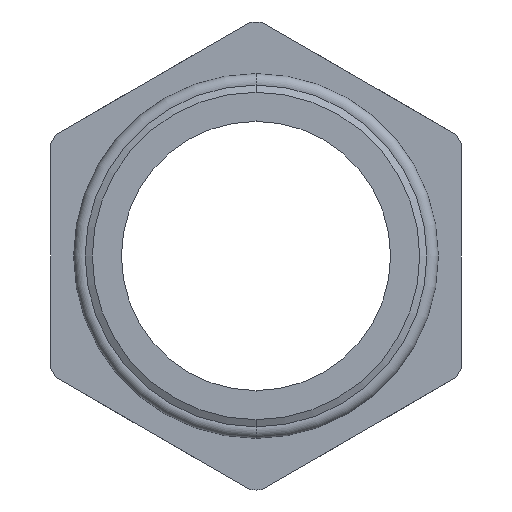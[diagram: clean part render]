
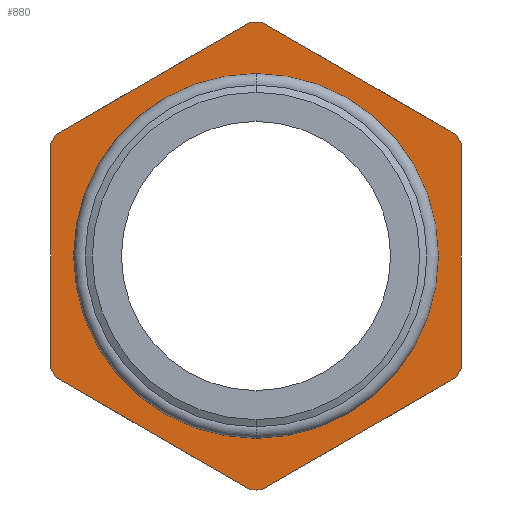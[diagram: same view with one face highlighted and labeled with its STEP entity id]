
A CAD part, front view. The second image highlights one B-rep face of the part: STEP entity #880.
In plain terms, the highlighted planar face has unit normal (0, -1, 0).
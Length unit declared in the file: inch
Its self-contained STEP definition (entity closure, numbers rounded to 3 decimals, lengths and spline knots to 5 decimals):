
#801 = EDGE_LOOP ( 'NONE', ( #802, #803 ) ) ;
#802 = ORIENTED_EDGE ( 'NONE', *, *, #8539, .F. ) ;
#803 = ORIENTED_EDGE ( 'NONE', *, *, #812, .F. ) ;
#804 = EDGE_LOOP ( 'NONE', ( #805, #806, #807, #808, #809, #810, #868, #869, #870, #871, #872, #873, #874 ) ) ;
#805 = ORIENTED_EDGE ( 'NONE', *, *, #8621, .T. ) ;
#806 = ORIENTED_EDGE ( 'NONE', *, *, #3652, .T. ) ;
#807 = ORIENTED_EDGE ( 'NONE', *, *, #8645, .T. ) ;
#808 = ORIENTED_EDGE ( 'NONE', *, *, #8821, .T. ) ;
#809 = ORIENTED_EDGE ( 'NONE', *, *, #8769, .T. ) ;
#810 = ORIENTED_EDGE ( 'NONE', *, *, #8849, .T. ) ;
#812 = EDGE_CURVE ( 'NONE', #8532, #8537, #3450, .T. ) ;
#868 = ORIENTED_EDGE ( 'NONE', *, *, #8741, .T. ) ;
#869 = ORIENTED_EDGE ( 'NONE', *, *, #8828, .T. ) ;
#870 = ORIENTED_EDGE ( 'NONE', *, *, #8704, .T. ) ;
#871 = ORIENTED_EDGE ( 'NONE', *, *, #8442, .T. ) ;
#872 = ORIENTED_EDGE ( 'NONE', *, *, #9360, .T. ) ;
#873 = ORIENTED_EDGE ( 'NONE', *, *, #8652, .T. ) ;
#874 = ORIENTED_EDGE ( 'NONE', *, *, #7913, .T. ) ;
#880 = ADVANCED_FACE ( 'NONE', ( #3535, #3534 ), #3533, .T. ) ;
#3446 = DIRECTION ( 'NONE',  ( 0., 0., -1. ) ) ;
#3447 = DIRECTION ( 'NONE',  ( 0., -1., 0. ) ) ;
#3448 = CARTESIAN_POINT ( 'NONE',  ( 0., 0.14755, 0. ) ) ;
#3449 = AXIS2_PLACEMENT_3D ( 'NONE', #3448, #3447, #3446 ) ;
#3450 = CIRCLE ( 'NONE', #3449, 0.315 ) ;
#3528 = DIRECTION ( 'NONE',  ( 0., 0., -1. ) ) ;
#3529 = DIRECTION ( 'NONE',  ( 0., -1., 0. ) ) ;
#3530 = AXIS2_PLACEMENT_3D ( 'NONE', #3532, #3529, #3528 ) ;
#3532 = CARTESIAN_POINT ( 'NONE',  ( 0.315, 0.14755, 0. ) ) ;
#3533 = PLANE ( 'NONE',  #3530 ) ;
#3534 = FACE_OUTER_BOUND ( 'NONE', #804, .T. ) ;
#3535 = FACE_BOUND ( 'NONE', #801, .T. ) ;
#3652 = EDGE_CURVE ( 'NONE', #8588, #8657, #4882, .T. ) ;
#4879 = DIRECTION ( 'NONE',  ( 0., 0., 1. ) ) ;
#4880 = VECTOR ( 'NONE', #4879, 39.37008 ) ;
#4881 = CARTESIAN_POINT ( 'NONE',  ( 0.395, 0.14755, 0. ) ) ;
#4882 = LINE ( 'NONE', #4881, #4880 ) ;
#4995 = DIRECTION ( 'NONE',  ( 0.866, 0., 0.5 ) ) ;
#4996 = VECTOR ( 'NONE', #4995, 39.37008 ) ;
#4997 = CARTESIAN_POINT ( 'NONE',  ( 0.43375, 0.14755, -0.20568 ) ) ;
#4998 = LINE ( 'NONE', #4997, #4996 ) ;
#5063 = DIRECTION ( 'NONE',  ( 0.866, 0., -0.5 ) ) ;
#5064 = VECTOR ( 'NONE', #5063, 39.37008 ) ;
#5065 = CARTESIAN_POINT ( 'NONE',  ( 0.03875, 0.14755, -0.47848 ) ) ;
#5066 = LINE ( 'NONE', #5065, #5064 ) ;
#5204 = CARTESIAN_POINT ( 'NONE',  ( 0., 0.14755, 0.315 ) ) ;
#5250 = DIRECTION ( 'NONE',  ( 0., 0., -1. ) ) ;
#5251 = DIRECTION ( 'NONE',  ( 0., -1., 0. ) ) ;
#5252 = CARTESIAN_POINT ( 'NONE',  ( 0., 0.14755, 0. ) ) ;
#5253 = AXIS2_PLACEMENT_3D ( 'NONE', #5252, #5251, #5250 ) ;
#5254 = CIRCLE ( 'NONE', #5253, 0.315 ) ;
#5255 = CARTESIAN_POINT ( 'NONE',  ( 0., 0.14755, -0.315 ) ) ;
#5295 = CARTESIAN_POINT ( 'NONE',  ( 0.38474, 0.14755, -0.23398 ) ) ;
#5302 = CARTESIAN_POINT ( 'NONE',  ( 0.395, 0.14755, -0.21621 ) ) ;
#5325 = CARTESIAN_POINT ( 'NONE',  ( -0.38474, 0.14755, 0.23398 ) ) ;
#5328 = CARTESIAN_POINT ( 'NONE',  ( 0.01026, 0.14755, -0.45018 ) ) ;
#5361 = DIRECTION ( 'NONE',  ( 0., 0., -1. ) ) ;
#5362 = DIRECTION ( 'NONE',  ( 0., -1., 0. ) ) ;
#5363 = CARTESIAN_POINT ( 'NONE',  ( 0., 0.14755, 0. ) ) ;
#5364 = AXIS2_PLACEMENT_3D ( 'NONE', #5363, #5362, #5361 ) ;
#5365 = CIRCLE ( 'NONE', #5364, 0.4503 ) ;
#5419 = CARTESIAN_POINT ( 'NONE',  ( -0.395, 0.14755, -0.21621 ) ) ;
#5420 = DIRECTION ( 'NONE',  ( 0., 0., -1. ) ) ;
#5421 = DIRECTION ( 'NONE',  ( 0., -1., 0. ) ) ;
#5422 = CARTESIAN_POINT ( 'NONE',  ( 0., 0.14755, 0. ) ) ;
#5423 = AXIS2_PLACEMENT_3D ( 'NONE', #5422, #5421, #5420 ) ;
#5424 = CIRCLE ( 'NONE', #5423, 0.4503 ) ;
#5458 = CARTESIAN_POINT ( 'NONE',  ( 0.395, 0.14755, 0.21621 ) ) ;
#5465 = DIRECTION ( 'NONE',  ( 0., 0., -1. ) ) ;
#5466 = DIRECTION ( 'NONE',  ( 0., -1., 0. ) ) ;
#5467 = CARTESIAN_POINT ( 'NONE',  ( 0., 0.14755, 0. ) ) ;
#5468 = AXIS2_PLACEMENT_3D ( 'NONE', #5467, #5466, #5465 ) ;
#5469 = CIRCLE ( 'NONE', #5468, 0.4503 ) ;
#5496 = CARTESIAN_POINT ( 'NONE',  ( -0.38474, 0.14755, -0.23398 ) ) ;
#5513 = DIRECTION ( 'NONE',  ( 0., 0., -1. ) ) ;
#5514 = DIRECTION ( 'NONE',  ( 0., -1., 0. ) ) ;
#5515 = CARTESIAN_POINT ( 'NONE',  ( 0., 0.14755, 0. ) ) ;
#5516 = AXIS2_PLACEMENT_3D ( 'NONE', #5515, #5514, #5513 ) ;
#5517 = CIRCLE ( 'NONE', #5516, 0.4503 ) ;
#5568 = CARTESIAN_POINT ( 'NONE',  ( -0.395, 0.14755, 0.21621 ) ) ;
#5569 = DIRECTION ( 'NONE',  ( 0., 0., -1. ) ) ;
#5570 = DIRECTION ( 'NONE',  ( 0., -1., 0. ) ) ;
#5571 = CARTESIAN_POINT ( 'NONE',  ( 0., 0.14755, 0. ) ) ;
#5572 = AXIS2_PLACEMENT_3D ( 'NONE', #5571, #5570, #5569 ) ;
#5573 = CIRCLE ( 'NONE', #5572, 0.4503 ) ;
#5593 = CARTESIAN_POINT ( 'NONE',  ( 0.01026, 0.14755, 0.45018 ) ) ;
#5682 = DIRECTION ( 'NONE',  ( 0., 0., -1. ) ) ;
#5683 = DIRECTION ( 'NONE',  ( 0., -1., 0. ) ) ;
#5684 = CARTESIAN_POINT ( 'NONE',  ( 0., 0.14755, 0. ) ) ;
#5685 = AXIS2_PLACEMENT_3D ( 'NONE', #5684, #5683, #5682 ) ;
#5689 = CIRCLE ( 'NONE', #5685, 0.4503 ) ;
#5718 = CARTESIAN_POINT ( 'NONE',  ( -0.01026, 0.14755, 0.45018 ) ) ;
#5790 = DIRECTION ( 'NONE',  ( 0., 0., -1. ) ) ;
#5791 = VECTOR ( 'NONE', #5790, 39.37008 ) ;
#5792 = CARTESIAN_POINT ( 'NONE',  ( -0.395, 0.14755, 0. ) ) ;
#5793 = LINE ( 'NONE', #5792, #5791 ) ;
#5804 = DIRECTION ( 'NONE',  ( -0.866, 0., 0.5 ) ) ;
#5805 = VECTOR ( 'NONE', #5804, 39.37008 ) ;
#5806 = CARTESIAN_POINT ( 'NONE',  ( 0.43375, 0.14755, 0.20568 ) ) ;
#5807 = LINE ( 'NONE', #5806, #5805 ) ;
#5863 = DIRECTION ( 'NONE',  ( -0.866, 0., -0.5 ) ) ;
#5864 = VECTOR ( 'NONE', #5863, 39.37008 ) ;
#5865 = CARTESIAN_POINT ( 'NONE',  ( 0.03875, 0.14755, 0.47848 ) ) ;
#5866 = LINE ( 'NONE', #5865, #5864 ) ;
#6841 = CARTESIAN_POINT ( 'NONE',  ( 0., 0.14755, -0.4503 ) ) ;
#6843 = CARTESIAN_POINT ( 'NONE',  ( -0.01026, 0.14755, -0.45018 ) ) ;
#6844 = DIRECTION ( 'NONE',  ( 0., 0., -1. ) ) ;
#6845 = DIRECTION ( 'NONE',  ( 0., -1., 0. ) ) ;
#6846 = CARTESIAN_POINT ( 'NONE',  ( 0., 0.14755, 0. ) ) ;
#6847 = AXIS2_PLACEMENT_3D ( 'NONE', #6846, #6845, #6844 ) ;
#6848 = CIRCLE ( 'NONE', #6847, 0.4503 ) ;
#6912 = CARTESIAN_POINT ( 'NONE',  ( 0.38474, 0.14755, 0.23398 ) ) ;
#7913 = EDGE_CURVE ( 'NONE', #8605, #8593, #4998, .T. ) ;
#8442 = EDGE_CURVE ( 'NONE', #8677, #9361, #5066, .T. ) ;
#8532 = VERTEX_POINT ( 'NONE', #5204 ) ;
#8537 = VERTEX_POINT ( 'NONE', #5255 ) ;
#8539 = EDGE_CURVE ( 'NONE', #8537, #8532, #5254, .T. ) ;
#8588 = VERTEX_POINT ( 'NONE', #5302 ) ;
#8593 = VERTEX_POINT ( 'NONE', #5295 ) ;
#8605 = VERTEX_POINT ( 'NONE', #5328 ) ;
#8611 = VERTEX_POINT ( 'NONE', #5325 ) ;
#8621 = EDGE_CURVE ( 'NONE', #8593, #8588, #5365, .T. ) ;
#8645 = EDGE_CURVE ( 'NONE', #8657, #9397, #5424, .T. ) ;
#8646 = VERTEX_POINT ( 'NONE', #5419 ) ;
#8652 = EDGE_CURVE ( 'NONE', #9365, #8605, #5469, .T. ) ;
#8657 = VERTEX_POINT ( 'NONE', #5458 ) ;
#8677 = VERTEX_POINT ( 'NONE', #5496 ) ;
#8704 = EDGE_CURVE ( 'NONE', #8646, #8677, #5517, .T. ) ;
#8726 = VERTEX_POINT ( 'NONE', #5593 ) ;
#8741 = EDGE_CURVE ( 'NONE', #8611, #8742, #5573, .T. ) ;
#8742 = VERTEX_POINT ( 'NONE', #5568 ) ;
#8769 = EDGE_CURVE ( 'NONE', #8726, #8775, #5689, .T. ) ;
#8775 = VERTEX_POINT ( 'NONE', #5718 ) ;
#8821 = EDGE_CURVE ( 'NONE', #9397, #8726, #5807, .T. ) ;
#8828 = EDGE_CURVE ( 'NONE', #8742, #8646, #5793, .T. ) ;
#8849 = EDGE_CURVE ( 'NONE', #8775, #8611, #5866, .T. ) ;
#9360 = EDGE_CURVE ( 'NONE', #9361, #9365, #6848, .T. ) ;
#9361 = VERTEX_POINT ( 'NONE', #6843 ) ;
#9365 = VERTEX_POINT ( 'NONE', #6841 ) ;
#9397 = VERTEX_POINT ( 'NONE', #6912 ) ;
